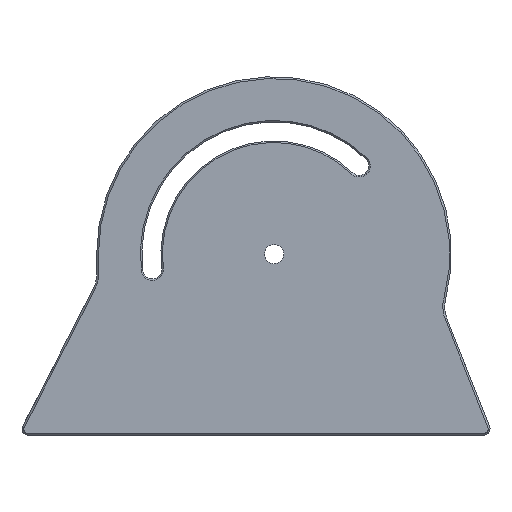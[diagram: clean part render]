
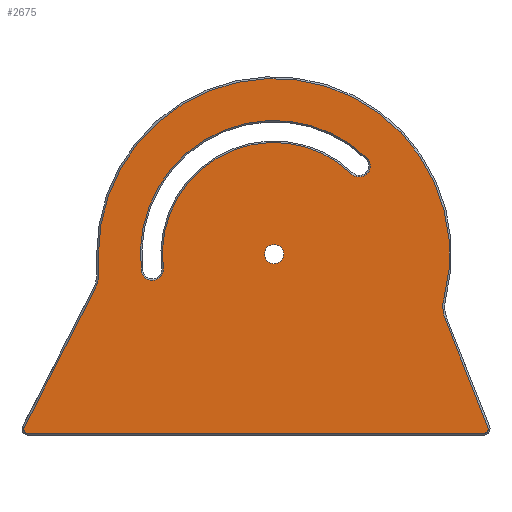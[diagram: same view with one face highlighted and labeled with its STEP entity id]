
A CAD part, left-side view. The second image highlights one B-rep face of the part: STEP entity #2675.
In plain terms, the highlighted planar face has unit normal (-1, 0, 0).
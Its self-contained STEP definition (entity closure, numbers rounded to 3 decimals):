
#52=FACE_BOUND('',#697,.T.);
#53=FACE_BOUND('',#698,.T.);
#278=CIRCLE('',#2959,37.);
#279=CIRCLE('',#2961,3.5);
#280=CIRCLE('',#2964,3.5);
#281=CIRCLE('',#2966,44.3);
#283=CIRCLE('',#2969,3.5);
#285=CIRCLE('',#2973,3.5);
#287=CIRCLE('',#2979,10.6);
#288=CIRCLE('',#2980,1.4);
#289=CIRCLE('',#2981,1.4);
#290=CIRCLE('',#2982,10.6);
#291=CIRCLE('',#2983,58.2);
#292=CIRCLE('',#2984,3.175);
#519=FACE_OUTER_BOUND('',#696,.T.);
#696=EDGE_LOOP('',(#2395,#2396,#2397,#2398,#2399,#2400,#2401,#2402,#2403));
#697=EDGE_LOOP('',(#2404));
#698=EDGE_LOOP('',(#2405,#2406,#2407,#2408,#2409,#2410,#2411,#2412));
#868=LINE('',#5278,#1048);
#873=LINE('',#5299,#1053);
#878=LINE('',#5313,#1058);
#879=LINE('',#5317,#1059);
#880=LINE('',#5321,#1060);
#881=LINE('',#5325,#1061);
#1048=VECTOR('',#3665,10.);
#1053=VECTOR('',#3688,10.);
#1058=VECTOR('',#3707,10.);
#1059=VECTOR('',#3710,10.);
#1060=VECTOR('',#3713,10.);
#1061=VECTOR('',#3716,10.);
#1288=VERTEX_POINT('',#5266);
#1289=VERTEX_POINT('',#5268);
#1290=VERTEX_POINT('',#5272);
#1291=VERTEX_POINT('',#5276);
#1292=VERTEX_POINT('',#5280);
#1293=VERTEX_POINT('',#5284);
#1295=VERTEX_POINT('',#5290);
#1297=VERTEX_POINT('',#5296);
#1299=VERTEX_POINT('',#5311);
#1300=VERTEX_POINT('',#5312);
#1301=VERTEX_POINT('',#5314);
#1302=VERTEX_POINT('',#5316);
#1303=VERTEX_POINT('',#5318);
#1304=VERTEX_POINT('',#5320);
#1305=VERTEX_POINT('',#5322);
#1306=VERTEX_POINT('',#5324);
#1307=VERTEX_POINT('',#5326);
#1308=VERTEX_POINT('',#5329);
#1652=EDGE_CURVE('',#1289,#1288,#278,.T.);
#1655=EDGE_CURVE('',#1288,#1290,#279,.T.);
#1657=EDGE_CURVE('',#1290,#1291,#868,.T.);
#1659=EDGE_CURVE('',#1291,#1292,#280,.T.);
#1661=EDGE_CURVE('',#1292,#1293,#281,.T.);
#1664=EDGE_CURVE('',#1293,#1295,#283,.T.);
#1667=EDGE_CURVE('',#1295,#1297,#873,.T.);
#1669=EDGE_CURVE('',#1297,#1289,#285,.T.);
#1674=EDGE_CURVE('',#1299,#1300,#878,.T.);
#1675=EDGE_CURVE('',#1300,#1301,#287,.T.);
#1676=EDGE_CURVE('',#1301,#1302,#879,.T.);
#1677=EDGE_CURVE('',#1302,#1303,#288,.T.);
#1678=EDGE_CURVE('',#1303,#1304,#880,.T.);
#1679=EDGE_CURVE('',#1304,#1305,#289,.T.);
#1680=EDGE_CURVE('',#1305,#1306,#881,.T.);
#1681=EDGE_CURVE('',#1306,#1307,#290,.T.);
#1682=EDGE_CURVE('',#1307,#1299,#291,.T.);
#1683=EDGE_CURVE('',#1308,#1308,#292,.T.);
#2395=ORIENTED_EDGE('',*,*,#1674,.T.);
#2396=ORIENTED_EDGE('',*,*,#1675,.T.);
#2397=ORIENTED_EDGE('',*,*,#1676,.T.);
#2398=ORIENTED_EDGE('',*,*,#1677,.T.);
#2399=ORIENTED_EDGE('',*,*,#1678,.T.);
#2400=ORIENTED_EDGE('',*,*,#1679,.T.);
#2401=ORIENTED_EDGE('',*,*,#1680,.T.);
#2402=ORIENTED_EDGE('',*,*,#1681,.T.);
#2403=ORIENTED_EDGE('',*,*,#1682,.T.);
#2404=ORIENTED_EDGE('',*,*,#1683,.T.);
#2405=ORIENTED_EDGE('',*,*,#1652,.T.);
#2406=ORIENTED_EDGE('',*,*,#1655,.T.);
#2407=ORIENTED_EDGE('',*,*,#1657,.T.);
#2408=ORIENTED_EDGE('',*,*,#1659,.T.);
#2409=ORIENTED_EDGE('',*,*,#1661,.T.);
#2410=ORIENTED_EDGE('',*,*,#1664,.T.);
#2411=ORIENTED_EDGE('',*,*,#1667,.T.);
#2412=ORIENTED_EDGE('',*,*,#1669,.T.);
#2525=PLANE('',#2978);
#2675=ADVANCED_FACE('',(#519,#52,#53),#2525,.T.);
#2959=AXIS2_PLACEMENT_3D('',#5269,#3654,#3655);
#2961=AXIS2_PLACEMENT_3D('',#5274,#3660,#3661);
#2964=AXIS2_PLACEMENT_3D('',#5282,#3669,#3670);
#2966=AXIS2_PLACEMENT_3D('',#5287,#3674,#3675);
#2969=AXIS2_PLACEMENT_3D('',#5293,#3681,#3682);
#2973=AXIS2_PLACEMENT_3D('',#5302,#3692,#3693);
#2978=AXIS2_PLACEMENT_3D('',#5310,#3705,#3706);
#2979=AXIS2_PLACEMENT_3D('',#5315,#3708,#3709);
#2980=AXIS2_PLACEMENT_3D('',#5319,#3711,#3712);
#2981=AXIS2_PLACEMENT_3D('',#5323,#3714,#3715);
#2982=AXIS2_PLACEMENT_3D('',#5327,#3717,#3718);
#2983=AXIS2_PLACEMENT_3D('',#5328,#3719,#3720);
#2984=AXIS2_PLACEMENT_3D('',#5330,#3721,#3722);
#3654=DIRECTION('center_axis',(-1.,0.,0.));
#3655=DIRECTION('ref_axis',(0.,1.,0.));
#3660=DIRECTION('center_axis',(1.,0.,0.));
#3661=DIRECTION('ref_axis',(0.,-0.751,-0.66));
#3665=DIRECTION('',(0.,1.,0.));
#3669=DIRECTION('center_axis',(1.,0.,0.));
#3670=DIRECTION('ref_axis',(0.,0.661,-0.751));
#3674=DIRECTION('center_axis',(1.,0.,0.));
#3675=DIRECTION('ref_axis',(0.,1.,0.));
#3681=DIRECTION('center_axis',(1.,0.,0.));
#3682=DIRECTION('ref_axis',(0.,-1.,-0.023));
#3688=DIRECTION('',(0.,0.748,-0.664));
#3692=DIRECTION('center_axis',(1.,0.,0.));
#3693=DIRECTION('ref_axis',(0.,0.022,-1.));
#3705=DIRECTION('center_axis',(-1.,0.,0.));
#3706=DIRECTION('ref_axis',(0.,0.,1.));
#3707=DIRECTION('',(0.,0.,-1.));
#3708=DIRECTION('center_axis',(1.,0.,0.));
#3709=DIRECTION('ref_axis',(0.,-0.972,-0.235));
#3710=DIRECTION('',(0.,0.456,-0.89));
#3711=DIRECTION('center_axis',(-1.,0.,0.));
#3712=DIRECTION('ref_axis',(0.,0.853,-0.521));
#3713=DIRECTION('',(0.,-1.,0.));
#3714=DIRECTION('center_axis',(-1.,0.,0.));
#3715=DIRECTION('ref_axis',(0.,-0.826,-0.563));
#3716=DIRECTION('',(0.,0.366,0.931));
#3717=DIRECTION('center_axis',(1.,0.,0.));
#3718=DIRECTION('ref_axis',(0.,0.998,-0.059));
#3719=DIRECTION('center_axis',(-1.,0.,0.));
#3720=DIRECTION('ref_axis',(0.,-1.,0.));
#3721=DIRECTION('center_axis',(1.,0.,0.));
#3722=DIRECTION('ref_axis',(0.,1.,0.));
#5266=CARTESIAN_POINT('',(55.,36.696,-4.735));
#5268=CARTESIAN_POINT('',(55.,-25.777,26.543));
#5269=CARTESIAN_POINT('Origin',(55.,0.,0.));
#5272=CARTESIAN_POINT('',(55.,40.167,-8.683));
#5274=CARTESIAN_POINT('Origin',(55.,40.167,-5.183));
#5276=CARTESIAN_POINT('',(55.,40.469,-8.683));
#5278=CARTESIAN_POINT('',(55.,21.921,-8.683));
#5280=CARTESIAN_POINT('',(55.,43.941,-5.628));
#5282=CARTESIAN_POINT('Origin',(55.,40.469,-5.183));
#5284=CARTESIAN_POINT('',(55.,-30.88,31.763));
#5287=CARTESIAN_POINT('Origin',(55.,0.,0.));
#5290=CARTESIAN_POINT('',(55.,-30.764,26.636));
#5293=CARTESIAN_POINT('Origin',(55.,-28.44,29.254));
#5296=CARTESIAN_POINT('',(55.,-30.539,26.436));
#5299=CARTESIAN_POINT('',(55.,-17.328,14.711));
#5302=CARTESIAN_POINT('Origin',(55.,-28.215,29.054));
#5310=CARTESIAN_POINT('Origin',(55.,7.245,10.65));
#5311=CARTESIAN_POINT('',(55.,58.2,0.));
#5312=CARTESIAN_POINT('',(55.,58.2,-6.885));
#5313=CARTESIAN_POINT('',(55.,58.2,5.325));
#5314=CARTESIAN_POINT('',(55.,59.368,-11.722));
#5315=CARTESIAN_POINT('Origin',(55.,68.8,-6.885));
#5316=CARTESIAN_POINT('',(55.,82.772,-57.361));
#5317=CARTESIAN_POINT('',(55.,48.849,8.791));
#5318=CARTESIAN_POINT('',(55.,81.527,-59.4));
#5319=CARTESIAN_POINT('Origin',(55.,81.527,-58.));
#5320=CARTESIAN_POINT('',(55.,-69.564,-59.4));
#5321=CARTESIAN_POINT('',(55.,46.023,-59.4));
#5322=CARTESIAN_POINT('',(55.,-70.867,-57.487));
#5323=CARTESIAN_POINT('Origin',(55.,-69.564,-58.));
#5324=CARTESIAN_POINT('',(55.,-56.669,-21.397));
#5325=CARTESIAN_POINT('',(55.,-54.563,-16.045));
#5326=CARTESIAN_POINT('',(55.,-56.282,-14.818));
#5327=CARTESIAN_POINT('Origin',(55.,-66.533,-17.516));
#5328=CARTESIAN_POINT('Origin',(55.,0.,0.));
#5329=CARTESIAN_POINT('',(55.,-3.175,0.));
#5330=CARTESIAN_POINT('Origin',(55.,0.,0.));
